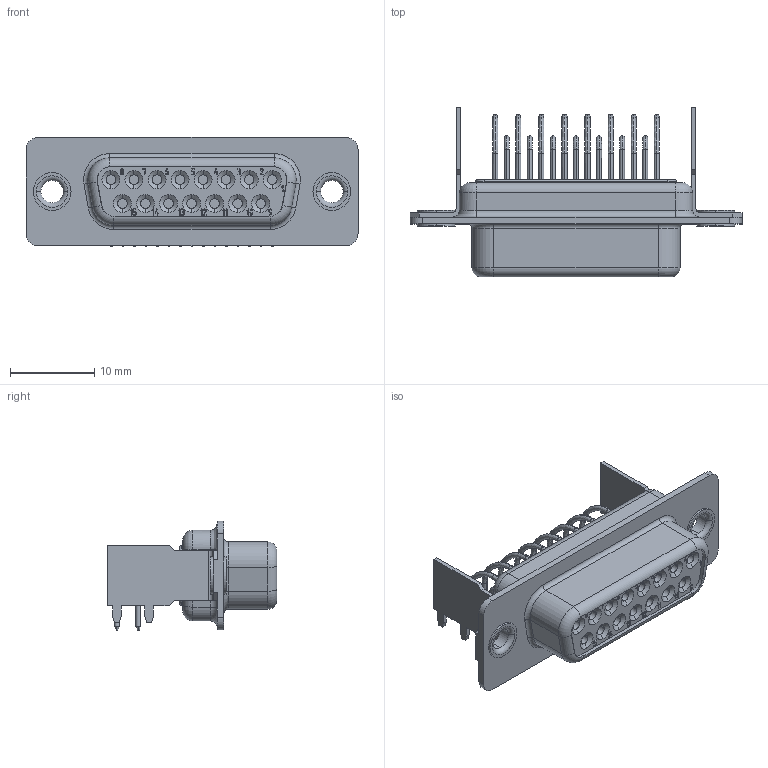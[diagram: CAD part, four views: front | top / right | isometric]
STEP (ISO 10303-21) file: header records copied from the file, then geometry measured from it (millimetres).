
FILE_DESCRIPTION(('Creo Elements/Direct Modeling STEP Export'),'2;1');
FILE_NAME('model.stp','2019-03-20T20:09:30',(''),(''),'Creo Elements/Direct Modeling STEP processor for AP214 (Solid Model)','Creo Elements/Direct Modeling 20.1A 29-Sep-2018 (C) Parametric Technology GmbH','');
FILE_SCHEMA(('AUTOMOTIVE_DESIGN { 1 0 10303 214 1 1 1 1 }'));
Length unit declared in the file: millimetre
Products named in the file (2): VS-15-BU-DSUB-LH-B
Assembly tree (1 placements, depth 2):
  VS-15-BU-DSUB-LH-B
    VS-15-BU-DSUB-LH-B
Bounding box: 39.52 x 20.2 x 13.03 mm (x, y, z)
Volume: 2799.8 mm3; surface area: 2827.3 mm2
Topology: 1 solids, 1 shells, 1178 faces, 3174 edges, 2100 vertices
Faces by surface type: plane 530, cylinder 495, cone 60, extrusion 37, torus 33, bspline 23
Entity records: 48266 total; most frequent: CARTESIAN_POINT 9821, ORIENTED_EDGE 6348, DIRECTION 5832, EDGE_CURVE 3174, VERTEX_POINT 2100, AXIS2_PLACEMENT_3D 1981, VECTOR 1870, LINE 1833
